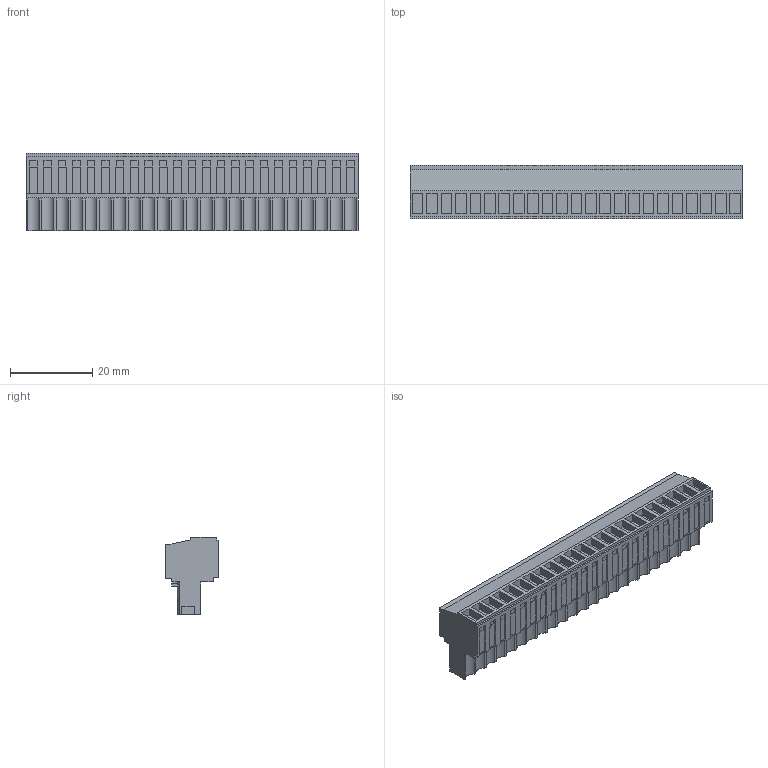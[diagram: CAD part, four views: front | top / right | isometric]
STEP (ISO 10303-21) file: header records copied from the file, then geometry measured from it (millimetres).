
FILE_DESCRIPTION(('CATIA V5 STEP Exchange','CAx-IF Rec.Pracs.--- Model Styling and Organization---1.2---2011-12-15'),'2;1');
FILE_NAME ('D1453640_0_1620350000_1620350000.stp','2017-04-25T09:42:00+00:00',('none'),('Weidmueller'),'CATIA Version 5-6 Release 2014','CATIA V5 STEP AP214','none');
FILE_SCHEMA(('AUTOMOTIVE_DESIGN { 1 0 10303 214 1 1 1 1 }'));
Length unit declared in the file: millimetre
Products named in the file (1): 1620350000
Bounding box: 80.5 x 12.9 x 18.7 mm (x, y, z)
Volume: 11893.6 mm3; surface area: 8964.5 mm2
Topology: 24 solids, 24 shells, 1353 faces, 3815 edges, 2602 vertices
Faces by surface type: plane 1215, cylinder 138
Entity records: 39418 total; most frequent: ORIENTED_EDGE 7630, CARTESIAN_POINT 7050, DIRECTION 5079, EDGE_CURVE 3815, VECTOR 3309, LINE 3309, VERTEX_POINT 2602, EDGE_LOOP 1445
